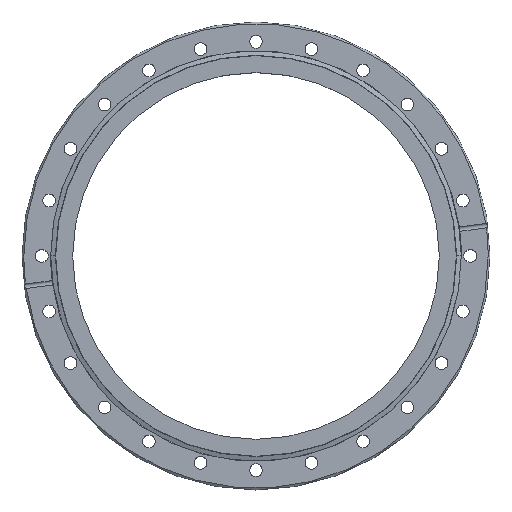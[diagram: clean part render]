
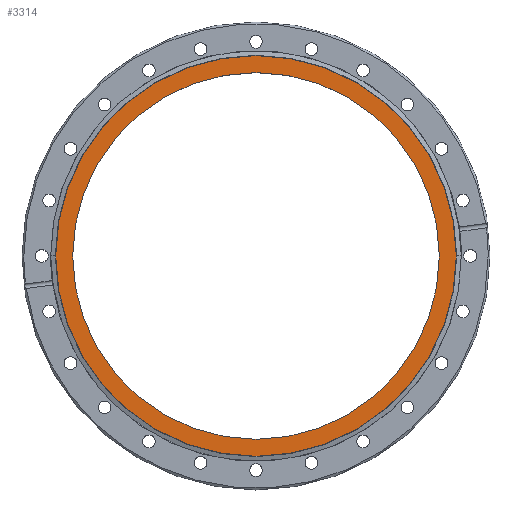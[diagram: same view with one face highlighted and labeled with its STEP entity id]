
A CAD part, top view. The second image highlights one B-rep face of the part: STEP entity #3314.
In plain terms, the highlighted planar face has unit normal (0, 0, 1).
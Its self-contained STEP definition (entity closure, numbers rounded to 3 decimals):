
#5 = CARTESIAN_POINT ( 'NONE',  ( 0., 0., -1.2 ) ) ;
#168 = EDGE_CURVE ( 'NONE', #1341, #1126, #2300, .T. ) ;
#239 = AXIS2_PLACEMENT_3D ( 'NONE', #2313, #2294, #2278 ) ;
#240 = FACE_BOUND ( 'NONE', #434, .T. ) ;
#255 = CARTESIAN_POINT ( 'NONE',  ( -108.398, 0., -1.2 ) ) ;
#264 = DIRECTION ( 'NONE',  ( 1., 0., 0. ) ) ;
#271 = DIRECTION ( 'NONE',  ( 0., 0., 1. ) ) ;
#278 = CARTESIAN_POINT ( 'NONE',  ( 0., 0., -1.2 ) ) ;
#287 = ORIENTED_EDGE ( 'NONE', *, *, #168, .T. ) ;
#310 = AXIS2_PLACEMENT_3D ( 'NONE', #2765, #1259, #2989 ) ;
#313 = DIRECTION ( 'NONE',  ( 1., 0., 0. ) ) ;
#434 = EDGE_LOOP ( 'NONE', ( #2923, #1233 ) ) ;
#557 = VERTEX_POINT ( 'NONE', #3020 ) ;
#572 = VERTEX_POINT ( 'NONE', #2877 ) ;
#689 = CIRCLE ( 'NONE', #3455, 99.2 ) ;
#994 = FACE_OUTER_BOUND ( 'NONE', #1959, .T. ) ;
#1038 = CIRCLE ( 'NONE', #239, 108.398 ) ;
#1126 = VERTEX_POINT ( 'NONE', #255 ) ;
#1233 = ORIENTED_EDGE ( 'NONE', *, *, #2806, .T. ) ;
#1259 = DIRECTION ( 'NONE',  ( 0., 0., -1. ) ) ;
#1341 = VERTEX_POINT ( 'NONE', #1861 ) ;
#1601 = AXIS2_PLACEMENT_3D ( 'NONE', #2486, #1742, #2948 ) ;
#1652 = AXIS2_PLACEMENT_3D ( 'NONE', #278, #271, #264 ) ;
#1742 = DIRECTION ( 'NONE',  ( 0., 0., 1. ) ) ;
#1861 = CARTESIAN_POINT ( 'NONE',  ( 108.398, 0., -1.2 ) ) ;
#1902 = CIRCLE ( 'NONE', #310, 99.2 ) ;
#1959 = EDGE_LOOP ( 'NONE', ( #287, #3075 ) ) ;
#2027 = DIRECTION ( 'NONE',  ( 0., 0., -1. ) ) ;
#2157 = EDGE_CURVE ( 'NONE', #1126, #1341, #1038, .T. ) ;
#2278 = DIRECTION ( 'NONE',  ( 1., 0., 0. ) ) ;
#2294 = DIRECTION ( 'NONE',  ( 0., 0., 1. ) ) ;
#2300 = CIRCLE ( 'NONE', #1652, 108.398 ) ;
#2313 = CARTESIAN_POINT ( 'NONE',  ( 0., 0., -1.2 ) ) ;
#2486 = CARTESIAN_POINT ( 'NONE',  ( 0., 0., -1.2 ) ) ;
#2723 = PLANE ( 'NONE',  #1601 ) ;
#2765 = CARTESIAN_POINT ( 'NONE',  ( 0., 0., -1.2 ) ) ;
#2806 = EDGE_CURVE ( 'NONE', #557, #572, #689, .T. ) ;
#2877 = CARTESIAN_POINT ( 'NONE',  ( -99.2, 0., -1.2 ) ) ;
#2923 = ORIENTED_EDGE ( 'NONE', *, *, #3388, .T. ) ;
#2948 = DIRECTION ( 'NONE',  ( 1., 0., 0. ) ) ;
#2989 = DIRECTION ( 'NONE',  ( 1., 0., 0. ) ) ;
#3020 = CARTESIAN_POINT ( 'NONE',  ( 99.2, 0., -1.2 ) ) ;
#3075 = ORIENTED_EDGE ( 'NONE', *, *, #2157, .T. ) ;
#3314 = ADVANCED_FACE ( 'NONE', ( #994, #240 ), #2723, .T. ) ;
#3388 = EDGE_CURVE ( 'NONE', #572, #557, #1902, .T. ) ;
#3455 = AXIS2_PLACEMENT_3D ( 'NONE', #5, #2027, #313 ) ;
